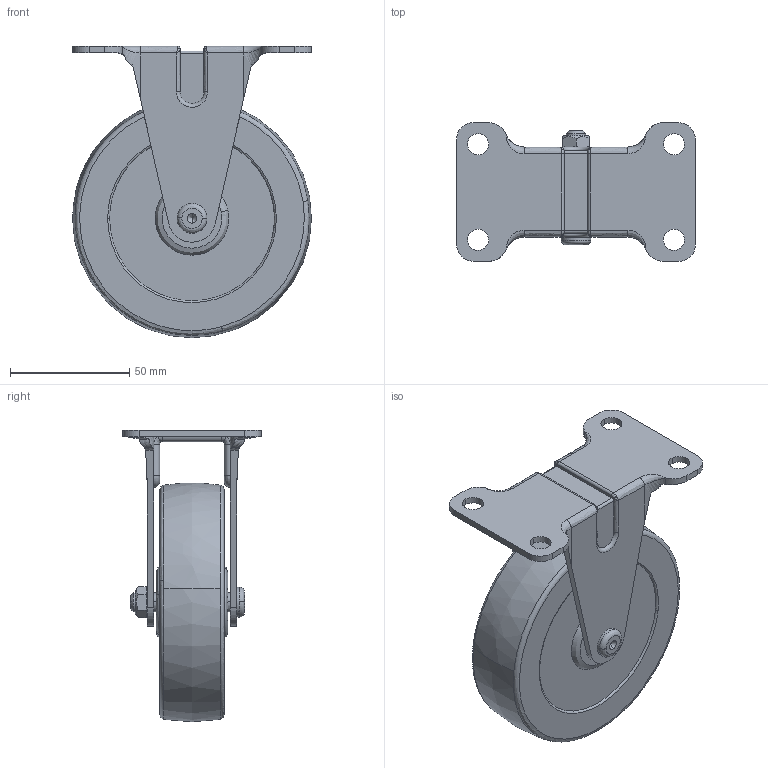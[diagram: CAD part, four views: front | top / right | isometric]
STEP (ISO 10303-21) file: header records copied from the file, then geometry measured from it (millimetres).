
FILE_DESCRIPTION((''),'2;1');
FILE_NAME('','2005-12-15T17:17:49',(''),(''),'','CADfix','');
FILE_SCHEMA(('AUTOMOTIVE_DESIGN'));
Length unit declared in the file: millimetre
Products named in the file (4): wheel; body; axle; No_420_ER_R100_4_30549_36
Assembly tree (3 placements, depth 2):
  No_420_ER_R100_4_30549_36
    wheel
    body
    axle
Bounding box: 100 x 58 x 122 mm (x, y, z)
Volume: 233297.8 mm3; surface area: 47041.1 mm2
Topology: 3 solids, 3 shells, 174 faces, 520 edges, 350 vertices
Faces by surface type: bspline 174
Entity records: 7573 total; most frequent: CARTESIAN_POINT 4721, ORIENTED_EDGE 1020, EDGE_CURVE 510, VERTEX_POINT 350, EDGE_LOOP 196, FACE_OUTER_BOUND 174, ADVANCED_FACE 174, QUASI_UNIFORM_CURVE 170
